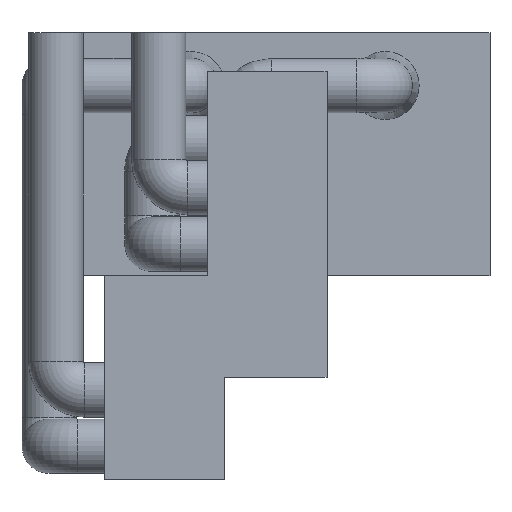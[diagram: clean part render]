
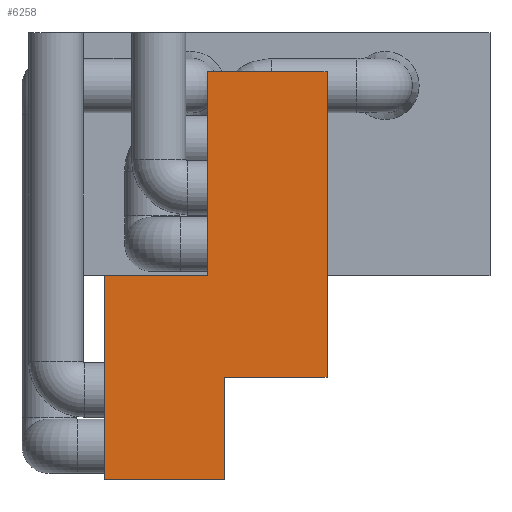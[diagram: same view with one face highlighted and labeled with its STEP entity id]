
A CAD part, left-side view. The second image highlights one B-rep face of the part: STEP entity #6258.
In plain terms, the highlighted planar face has unit normal (-1, 0, 0).
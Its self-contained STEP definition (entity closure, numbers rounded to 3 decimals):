
#74 = VECTOR ( 'NONE', #5308, 1000. ) ;
#141 = LINE ( 'NONE', #4147, #5665 ) ;
#388 = CARTESIAN_POINT ( 'NONE',  ( -25.478, -4.5, 15.011 ) ) ;
#544 = DIRECTION ( 'NONE',  ( 0., 0., -1. ) ) ;
#564 = VERTEX_POINT ( 'NONE', #3725 ) ;
#680 = EDGE_CURVE ( 'NONE', #1010, #3975, #2995, .T. ) ;
#842 = CARTESIAN_POINT ( 'NONE',  ( -25.478, 4.29, 15.011 ) ) ;
#887 = AXIS2_PLACEMENT_3D ( 'NONE', #5455, #1003, #544 ) ;
#950 = EDGE_CURVE ( 'NONE', #3975, #5484, #1797, .T. ) ;
#978 = EDGE_CURVE ( 'NONE', #5484, #564, #1728, .T. ) ;
#1003 = DIRECTION ( 'NONE',  ( 1., 0., 0. ) ) ;
#1010 = VERTEX_POINT ( 'NONE', #3844 ) ;
#1255 = VERTEX_POINT ( 'NONE', #1596 ) ;
#1348 = CARTESIAN_POINT ( 'NONE',  ( -25.478, 3.066, 0.011 ) ) ;
#1525 = VERTEX_POINT ( 'NONE', #388 ) ;
#1596 = CARTESIAN_POINT ( 'NONE',  ( -25.478, 3.066, -15. ) ) ;
#1681 = ORIENTED_EDGE ( 'NONE', *, *, #6172, .F. ) ;
#1728 = LINE ( 'NONE', #4338, #74 ) ;
#1797 = LINE ( 'NONE', #1348, #4984 ) ;
#1887 = DIRECTION ( 'NONE',  ( 0., -1., 0. ) ) ;
#2281 = DIRECTION ( 'NONE',  ( 0., 0., -1. ) ) ;
#2630 = EDGE_CURVE ( 'NONE', #1010, #1525, #4392, .T. ) ;
#2763 = EDGE_CURVE ( 'NONE', #564, #1255, #141, .T. ) ;
#2865 = CARTESIAN_POINT ( 'NONE',  ( -25.478, -4.5, -7.494 ) ) ;
#2995 = LINE ( 'NONE', #842, #3127 ) ;
#3127 = VECTOR ( 'NONE', #4983, 1000. ) ;
#3248 = LINE ( 'NONE', #5756, #4519 ) ;
#3335 = ORIENTED_EDGE ( 'NONE', *, *, #2763, .T. ) ;
#3436 = DIRECTION ( 'NONE',  ( 0., 1., 0. ) ) ;
#3593 = VECTOR ( 'NONE', #1887, 1000. ) ;
#3607 = VECTOR ( 'NONE', #3436, 1000. ) ;
#3678 = EDGE_LOOP ( 'NONE', ( #5507, #4342, #5397, #3335, #5919, #1681, #4022, #4728 ) ) ;
#3706 = VECTOR ( 'NONE', #5423, 1000. ) ;
#3725 = CARTESIAN_POINT ( 'NONE',  ( -25.478, 11.856, -15. ) ) ;
#3732 = VERTEX_POINT ( 'NONE', #2865 ) ;
#3822 = EDGE_CURVE ( 'NONE', #1525, #3732, #3248, .T. ) ;
#3844 = CARTESIAN_POINT ( 'NONE',  ( -25.478, 4.29, 15.011 ) ) ;
#3964 = CARTESIAN_POINT ( 'NONE',  ( -25.478, 4.29, 0.011 ) ) ;
#3975 = VERTEX_POINT ( 'NONE', #3964 ) ;
#4022 = ORIENTED_EDGE ( 'NONE', *, *, #3822, .F. ) ;
#4147 = CARTESIAN_POINT ( 'NONE',  ( -25.478, 3.066, -15. ) ) ;
#4338 = CARTESIAN_POINT ( 'NONE',  ( -25.478, 11.856, 13.672 ) ) ;
#4342 = ORIENTED_EDGE ( 'NONE', *, *, #950, .T. ) ;
#4392 = LINE ( 'NONE', #6386, #3593 ) ;
#4519 = VECTOR ( 'NONE', #2281, 1000. ) ;
#4666 = DIRECTION ( 'NONE',  ( 0., -1., 0. ) ) ;
#4728 = ORIENTED_EDGE ( 'NONE', *, *, #2630, .F. ) ;
#4796 = LINE ( 'NONE', #5880, #3706 ) ;
#4983 = DIRECTION ( 'NONE',  ( 0., 0., -1. ) ) ;
#4984 = VECTOR ( 'NONE', #5764, 1000. ) ;
#5308 = DIRECTION ( 'NONE',  ( 0., 0., -1. ) ) ;
#5390 = LINE ( 'NONE', #5844, #3607 ) ;
#5397 = ORIENTED_EDGE ( 'NONE', *, *, #978, .T. ) ;
#5423 = DIRECTION ( 'NONE',  ( 0., 0., -1. ) ) ;
#5455 = CARTESIAN_POINT ( 'NONE',  ( -25.478, -4.5, 15.011 ) ) ;
#5484 = VERTEX_POINT ( 'NONE', #5560 ) ;
#5507 = ORIENTED_EDGE ( 'NONE', *, *, #680, .T. ) ;
#5544 = PLANE ( 'NONE',  #887 ) ;
#5560 = CARTESIAN_POINT ( 'NONE',  ( -25.478, 11.856, 0.011 ) ) ;
#5577 = FACE_OUTER_BOUND ( 'NONE', #3678, .T. ) ;
#5588 = VERTEX_POINT ( 'NONE', #5992 ) ;
#5665 = VECTOR ( 'NONE', #4666, 1000. ) ;
#5756 = CARTESIAN_POINT ( 'NONE',  ( -25.478, -4.5, 15.011 ) ) ;
#5764 = DIRECTION ( 'NONE',  ( 0., 1., 0. ) ) ;
#5844 = CARTESIAN_POINT ( 'NONE',  ( -25.478, -12.049, -7.494 ) ) ;
#5880 = CARTESIAN_POINT ( 'NONE',  ( -25.478, 3.066, 13.672 ) ) ;
#5919 = ORIENTED_EDGE ( 'NONE', *, *, #6173, .F. ) ;
#5992 = CARTESIAN_POINT ( 'NONE',  ( -25.478, 3.066, -7.494 ) ) ;
#6172 = EDGE_CURVE ( 'NONE', #3732, #5588, #5390, .T. ) ;
#6173 = EDGE_CURVE ( 'NONE', #5588, #1255, #4796, .T. ) ;
#6258 = ADVANCED_FACE ( 'NONE', ( #5577 ), #5544, .F. ) ;
#6386 = CARTESIAN_POINT ( 'NONE',  ( -25.478, -4.5, 15.011 ) ) ;
